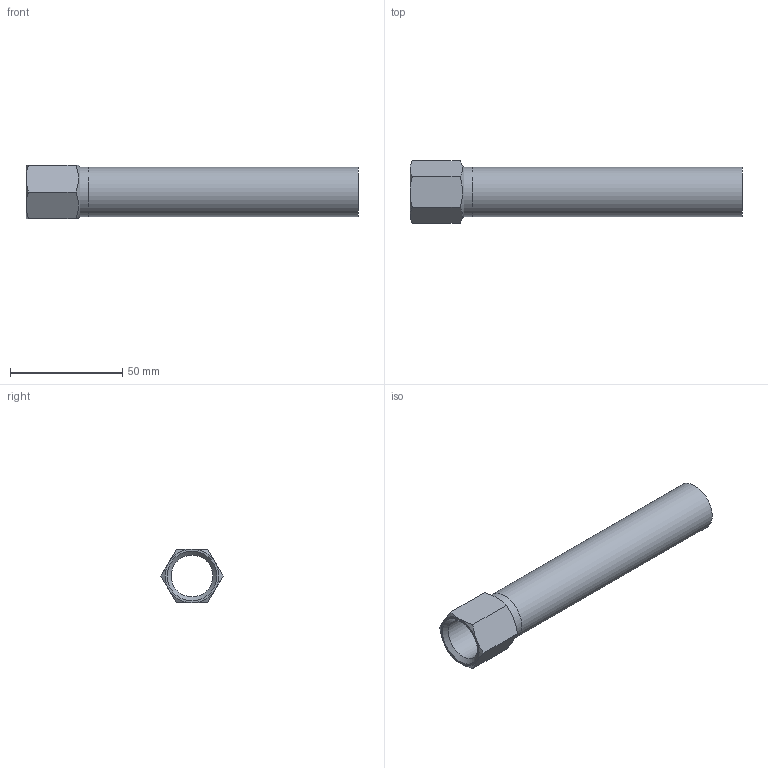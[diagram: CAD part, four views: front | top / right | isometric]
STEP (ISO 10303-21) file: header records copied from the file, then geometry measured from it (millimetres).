
FILE_DESCRIPTION(/* description */ (''),/* implementation_level */ '2;1');
FILE_NAME(/* name */ '90935.stp',/* time_stamp */ '2014-04-03T10:23:58+02:00',/* author */ ('bruh'),/* organization */ (''),/* preprocessor_version */ 'ST-DEVELOPER v15.2',/* originating_system */ 'Autodesk Inventor 2014',/* authorisation */ '');
FILE_SCHEMA (('AUTOMOTIVE_DESIGN { 1 0 10303 214 3 1 1 }'));
Length unit declared in the file: millimetre
Products named in the file (3): 102072; MAP Rohrende d22; 90935
Bounding box: 148 x 27.71 x 24 mm (x, y, z)
Volume: 17185.3 mm3; surface area: 19881.1 mm2
Topology: 2 solids, 2 shells, 24 faces, 48 edges, 29 vertices
Faces by surface type: plane 11, cone 8, cylinder 5
Full cylindrical faces by diameter (mm): 18.631 x1, 19 x2, 22 x2
Entity records: 652 total; most frequent: CARTESIAN_POINT 135, DIRECTION 98, ORIENTED_EDGE 82, AXIS2_PLACEMENT_3D 46, EDGE_CURVE 41, EDGE_LOOP 36, VERTEX_POINT 29, ADVANCED_FACE 24
